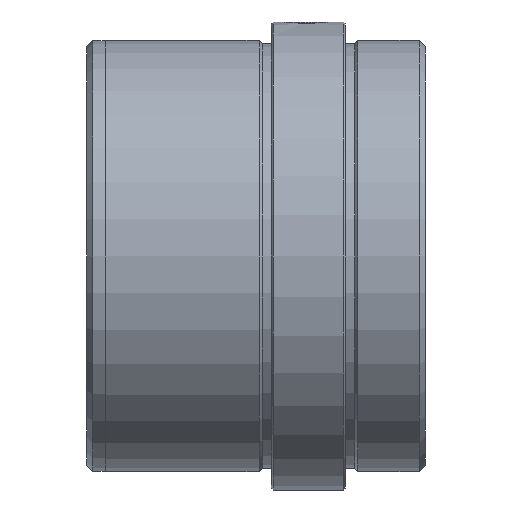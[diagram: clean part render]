
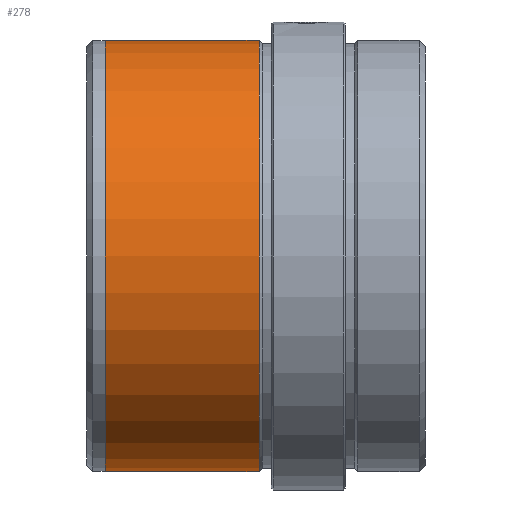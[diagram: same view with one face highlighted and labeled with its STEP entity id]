
A CAD part, left-side view. The second image highlights one B-rep face of the part: STEP entity #278.
In plain terms, the highlighted cylindrical face has radius 35 mm (diameter 70 mm), a partial arc.
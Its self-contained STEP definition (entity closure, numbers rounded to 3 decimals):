
#2 = LINE ( 'NONE', #498, #1332 ) ;
#101 = CARTESIAN_POINT ( 'NONE',  ( 0., 52., 0. ) ) ;
#103 = CIRCLE ( 'NONE', #1444, 35. ) ;
#108 = CARTESIAN_POINT ( 'NONE',  ( 0., 27., -35. ) ) ;
#150 = CYLINDRICAL_SURFACE ( 'NONE', #1642, 35. ) ;
#162 = DIRECTION ( 'NONE',  ( 0., 0., -1. ) ) ;
#243 = CARTESIAN_POINT ( 'NONE',  ( 0., 52., -35. ) ) ;
#269 = CARTESIAN_POINT ( 'NONE',  ( 0., 0., 35. ) ) ;
#275 = DIRECTION ( 'NONE',  ( 0., 0., -1. ) ) ;
#278 = ADVANCED_FACE ( 'NONE', ( #685 ), #150, .T. ) ;
#337 = EDGE_CURVE ( 'NONE', #1907, #1346, #103, .T. ) ;
#396 = VERTEX_POINT ( 'NONE', #108 ) ;
#498 = CARTESIAN_POINT ( 'NONE',  ( 0., 0., -35. ) ) ;
#685 = FACE_OUTER_BOUND ( 'NONE', #1316, .T. ) ;
#705 = CARTESIAN_POINT ( 'NONE',  ( 0., 52., 35. ) ) ;
#737 = DIRECTION ( 'NONE',  ( 0., 0., -1. ) ) ;
#824 = EDGE_CURVE ( 'NONE', #1907, #942, #1975, .T. ) ;
#942 = VERTEX_POINT ( 'NONE', #1382 ) ;
#987 = CIRCLE ( 'NONE', #1101, 35. ) ;
#1101 = AXIS2_PLACEMENT_3D ( 'NONE', #2098, #1154, #162 ) ;
#1127 = EDGE_CURVE ( 'NONE', #942, #396, #987, .T. ) ;
#1154 = DIRECTION ( 'NONE',  ( 0., -1., 0. ) ) ;
#1224 = CARTESIAN_POINT ( 'NONE',  ( 0., 0., 0. ) ) ;
#1259 = DIRECTION ( 'NONE',  ( 0., -1., 0. ) ) ;
#1316 = EDGE_LOOP ( 'NONE', ( #1912, #1375, #2080, #1378 ) ) ;
#1332 = VECTOR ( 'NONE', #1644, 1000. ) ;
#1346 = VERTEX_POINT ( 'NONE', #243 ) ;
#1375 = ORIENTED_EDGE ( 'NONE', *, *, #337, .T. ) ;
#1378 = ORIENTED_EDGE ( 'NONE', *, *, #1127, .F. ) ;
#1382 = CARTESIAN_POINT ( 'NONE',  ( 0., 27., 35. ) ) ;
#1444 = AXIS2_PLACEMENT_3D ( 'NONE', #101, #1259, #275 ) ;
#1465 = VECTOR ( 'NONE', #1580, 1000. ) ;
#1580 = DIRECTION ( 'NONE',  ( 0., -1., 0. ) ) ;
#1642 = AXIS2_PLACEMENT_3D ( 'NONE', #1224, #1720, #737 ) ;
#1644 = DIRECTION ( 'NONE',  ( 0., -1., 0. ) ) ;
#1706 = EDGE_CURVE ( 'NONE', #1346, #396, #2, .T. ) ;
#1720 = DIRECTION ( 'NONE',  ( 0., -1., 0. ) ) ;
#1907 = VERTEX_POINT ( 'NONE', #705 ) ;
#1912 = ORIENTED_EDGE ( 'NONE', *, *, #824, .F. ) ;
#1975 = LINE ( 'NONE', #269, #1465 ) ;
#2080 = ORIENTED_EDGE ( 'NONE', *, *, #1706, .T. ) ;
#2098 = CARTESIAN_POINT ( 'NONE',  ( 0., 27., 0. ) ) ;
